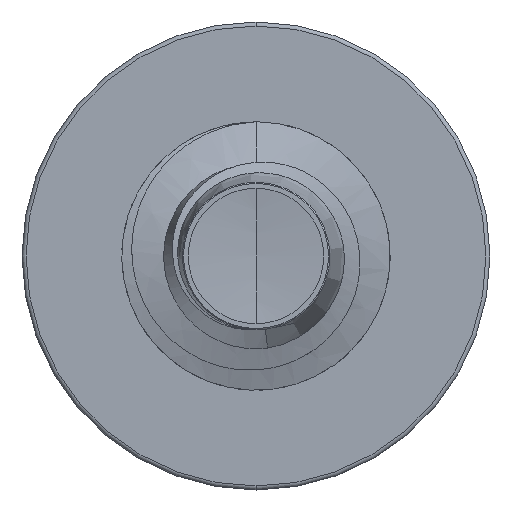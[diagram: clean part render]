
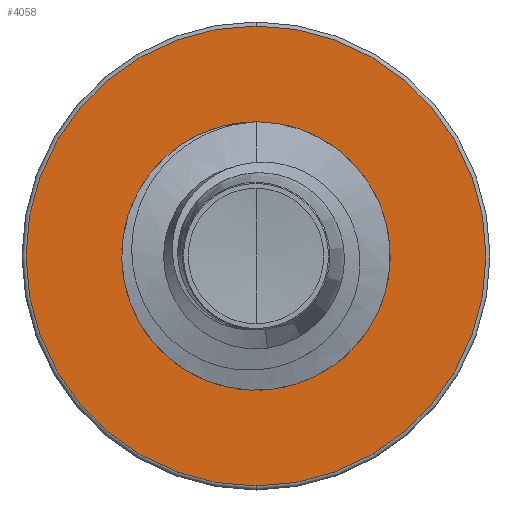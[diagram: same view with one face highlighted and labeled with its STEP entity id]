
A CAD part, front view. The second image highlights one B-rep face of the part: STEP entity #4058.
In plain terms, the highlighted planar face has unit normal (0, -1, 0).
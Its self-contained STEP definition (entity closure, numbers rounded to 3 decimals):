
#273 = EDGE_CURVE ( 'NONE', #9713, #4752, #2641, .T. ) ;
#841 = DIRECTION ( 'NONE',  ( 0., 0., 1. ) ) ;
#1463 = CARTESIAN_POINT ( 'NONE',  ( 0., 4., 0. ) ) ;
#1839 = DIRECTION ( 'NONE',  ( 0., 0., 1. ) ) ;
#1878 = DIRECTION ( 'NONE',  ( 0., 1., 0. ) ) ;
#1897 = ORIENTED_EDGE ( 'NONE', *, *, #9814, .T. ) ;
#1899 = CARTESIAN_POINT ( 'NONE',  ( 0., 4., -1.722 ) ) ;
#2231 = AXIS2_PLACEMENT_3D ( 'NONE', #8413, #8404, #8384 ) ;
#2235 = PLANE ( 'NONE',  #7770 ) ;
#2641 = CIRCLE ( 'NONE', #8945, 1.722 ) ;
#3210 = CIRCLE ( 'NONE', #2231, 1.722 ) ;
#3484 = CARTESIAN_POINT ( 'NONE',  ( 0., 4., 1.722 ) ) ;
#3717 = AXIS2_PLACEMENT_3D ( 'NONE', #4511, #4499, #4487 ) ;
#4058 = ADVANCED_FACE ( 'NONE', ( #7937, #6105 ), #2235, .F. ) ;
#4389 = DIRECTION ( 'NONE',  ( 0., 1., 0. ) ) ;
#4423 = CIRCLE ( 'NONE', #8832, 2.998 ) ;
#4487 = DIRECTION ( 'NONE',  ( 0., 0., 1. ) ) ;
#4499 = DIRECTION ( 'NONE',  ( 0., 1., 0. ) ) ;
#4511 = CARTESIAN_POINT ( 'NONE',  ( 0., 4., 0. ) ) ;
#4752 = VERTEX_POINT ( 'NONE', #7137 ) ;
#4854 = CIRCLE ( 'NONE', #3717, 2.998 ) ;
#6105 = FACE_BOUND ( 'NONE', #6326, .T. ) ;
#6326 = EDGE_LOOP ( 'NONE', ( #6840, #1897 ) ) ;
#6840 = ORIENTED_EDGE ( 'NONE', *, *, #273, .T. ) ;
#7049 = EDGE_LOOP ( 'NONE', ( #10068, #8491 ) ) ;
#7137 = CARTESIAN_POINT ( 'NONE',  ( 0., 4., -1.722 ) ) ;
#7204 = CARTESIAN_POINT ( 'NONE',  ( 0., 4., 2.998 ) ) ;
#7770 = AXIS2_PLACEMENT_3D ( 'NONE', #1899, #1878, #1839 ) ;
#7937 = FACE_OUTER_BOUND ( 'NONE', #7049, .T. ) ;
#8028 = VERTEX_POINT ( 'NONE', #7204 ) ;
#8384 = DIRECTION ( 'NONE',  ( 0., 0., 1. ) ) ;
#8404 = DIRECTION ( 'NONE',  ( 0., 1., 0. ) ) ;
#8413 = CARTESIAN_POINT ( 'NONE',  ( 0., 4., 0. ) ) ;
#8491 = ORIENTED_EDGE ( 'NONE', *, *, #9992, .F. ) ;
#8832 = AXIS2_PLACEMENT_3D ( 'NONE', #9155, #9143, #9135 ) ;
#8945 = AXIS2_PLACEMENT_3D ( 'NONE', #1463, #4389, #841 ) ;
#9135 = DIRECTION ( 'NONE',  ( 0., 0., 1. ) ) ;
#9143 = DIRECTION ( 'NONE',  ( 0., 1., 0. ) ) ;
#9155 = CARTESIAN_POINT ( 'NONE',  ( 0., 4., 0. ) ) ;
#9216 = VERTEX_POINT ( 'NONE', #9740 ) ;
#9633 = EDGE_CURVE ( 'NONE', #8028, #9216, #4854, .T. ) ;
#9713 = VERTEX_POINT ( 'NONE', #3484 ) ;
#9740 = CARTESIAN_POINT ( 'NONE',  ( 0., 4., -2.997 ) ) ;
#9814 = EDGE_CURVE ( 'NONE', #4752, #9713, #3210, .T. ) ;
#9992 = EDGE_CURVE ( 'NONE', #9216, #8028, #4423, .T. ) ;
#10068 = ORIENTED_EDGE ( 'NONE', *, *, #9633, .F. ) ;
